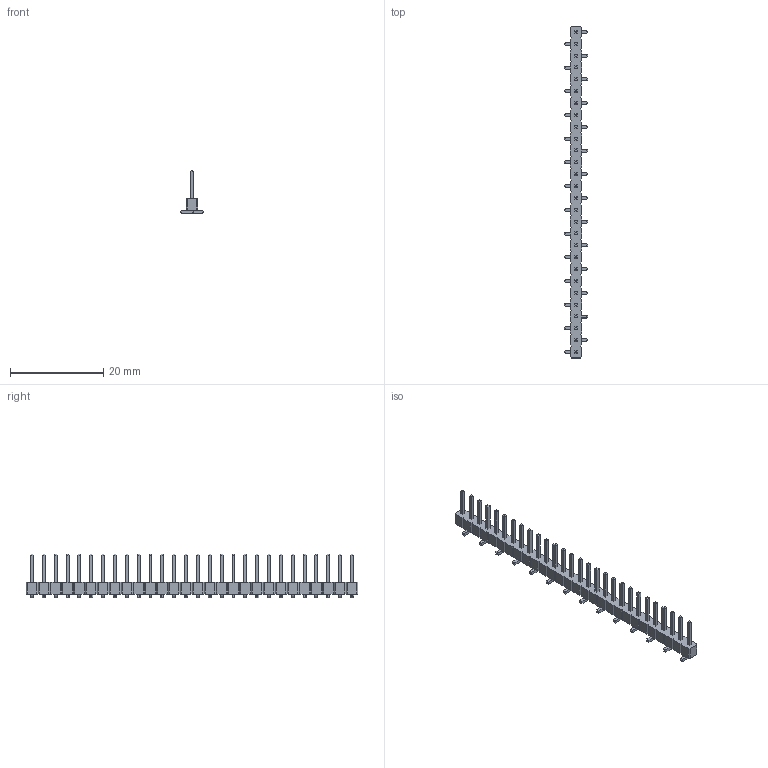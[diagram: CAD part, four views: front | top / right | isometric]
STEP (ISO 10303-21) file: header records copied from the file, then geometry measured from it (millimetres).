
FILE_DESCRIPTION(/* description */ ('model of PinHeader_1x28_P2.54mm_Vertical_SMD_Pin1Right'),/* implementation_level */ '2;1');
FILE_NAME(/* name */ 'PinHeader_1x28_P2.54mm_Vertical_SMD_Pin1Right.step',/* time_stamp */ '2018-01-24T13:38:27',/* author */ ('kicad StepUp','ksu'),/* organization */ ('FreeCAD'),/* preprocessor_version */ 'OCC',/* originating_system */ 'kicad StepUp',/* authorisation */ '');
FILE_SCHEMA(('AUTOMOTIVE_DESIGN { 1 0 10303 214 1 1 1 1 }'));
Length unit declared in the file: millimetre
Products named in the file (2): PinHeader_1x28_P254mm_Vertical_SMD_Pin1Right; Shape0_923474133164
Bounding box: 5 x 71.12 x 9.3 mm (x, y, z)
Volume: 578.2 mm3; surface area: 1575.8 mm2
Topology: 29 solids, 29 shells, 648 faces, 1546 edges, 956 vertices
Faces by surface type: plane 620, cylinder 28
Entity records: 11743 total; most frequent: ORIENTED_EDGE 2390, CARTESIAN_POINT 1827, EDGE_CURVE 1546, LINE 1490, VERTEX_POINT 956, AXIS2_PLACEMENT_3D 691, ADVANCED_FACE 648, FACE_BOUND 648
